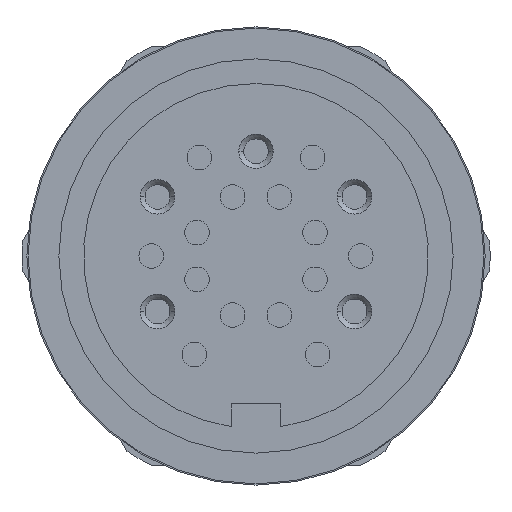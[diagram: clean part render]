
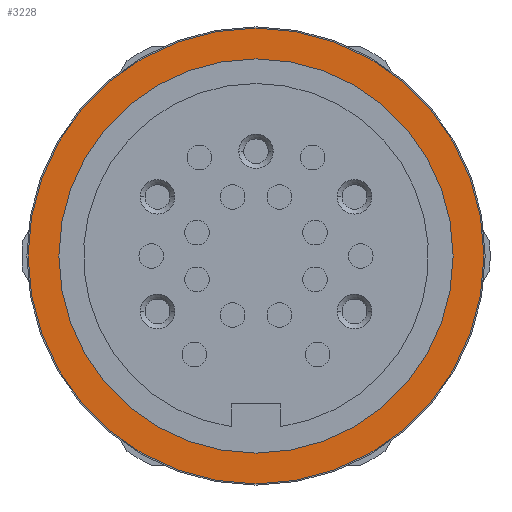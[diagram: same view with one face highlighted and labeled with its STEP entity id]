
A CAD part, front view. The second image highlights one B-rep face of the part: STEP entity #3228.
In plain terms, the highlighted planar face has unit normal (0, -1, 0).
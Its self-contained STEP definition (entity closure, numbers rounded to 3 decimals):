
#133=CARTESIAN_POINT('',(0.0,-30.0,9.25));
#134=VERTEX_POINT('',#133);
#143=CARTESIAN_POINT('',(0.,-30.,-9.25));
#144=VERTEX_POINT('',#143);
#145=CARTESIAN_POINT('',(0.0,-30.,0.));
#146=DIRECTION('',(0.0,1.0,0.0));
#147=DIRECTION('',(0.0,0.0,1.0));
#148=AXIS2_PLACEMENT_3D('',#145,#146,#147);
#149=CIRCLE('',#148,9.25);
#150=EDGE_CURVE('',#134,#144,#149,.T.);
#175=CARTESIAN_POINT('',(0.0,-30.0,8.));
#176=VERTEX_POINT('',#175);
#185=CARTESIAN_POINT('',(0.,-30.,-8.));
#186=VERTEX_POINT('',#185);
#187=CARTESIAN_POINT('',(0.0,-30.0,0.));
#188=DIRECTION('',(0.0,1.0,0.0));
#189=DIRECTION('',(0.0,0.0,1.0));
#190=AXIS2_PLACEMENT_3D('',#187,#188,#189);
#191=CIRCLE('',#190,8.);
#192=EDGE_CURVE('',#186,#176,#191,.T.);
#3199=CARTESIAN_POINT('',(0.0,-30.0,0.));
#3200=DIRECTION('',(0.0,1.0,0.0));
#3201=DIRECTION('',(0.0,0.0,1.0));
#3202=AXIS2_PLACEMENT_3D('',#3199,#3200,#3201);
#3203=CIRCLE('',#3202,8.);
#3204=EDGE_CURVE('',#176,#186,#3203,.T.);
#3209=CARTESIAN_POINT('',(0.0,-30.0,8.625));
#3210=DIRECTION('',(0.0,-1.0,0.0));
#3211=DIRECTION('',(0.0,0.0,-1.0));
#3212=AXIS2_PLACEMENT_3D('',#3209,#3210,#3211);
#3213=PLANE('',#3212);
#3214=ORIENTED_EDGE('',*,*,#150,.F.);
#3215=CARTESIAN_POINT('',(0.0,-30.,0.));
#3216=DIRECTION('',(0.0,1.0,0.0));
#3217=DIRECTION('',(0.0,0.0,1.0));
#3218=AXIS2_PLACEMENT_3D('',#3215,#3216,#3217);
#3219=CIRCLE('',#3218,9.25);
#3220=EDGE_CURVE('',#144,#134,#3219,.T.);
#3221=ORIENTED_EDGE('',*,*,#3220,.F.);
#3222=EDGE_LOOP('',(#3214,#3221));
#3223=FACE_OUTER_BOUND('',#3222,.T.);
#3224=ORIENTED_EDGE('',*,*,#3204,.T.);
#3225=ORIENTED_EDGE('',*,*,#192,.T.);
#3226=EDGE_LOOP('',(#3224,#3225));
#3227=FACE_BOUND('',#3226,.T.);
#3228=ADVANCED_FACE('',(#3223,#3227),#3213,.T.);
